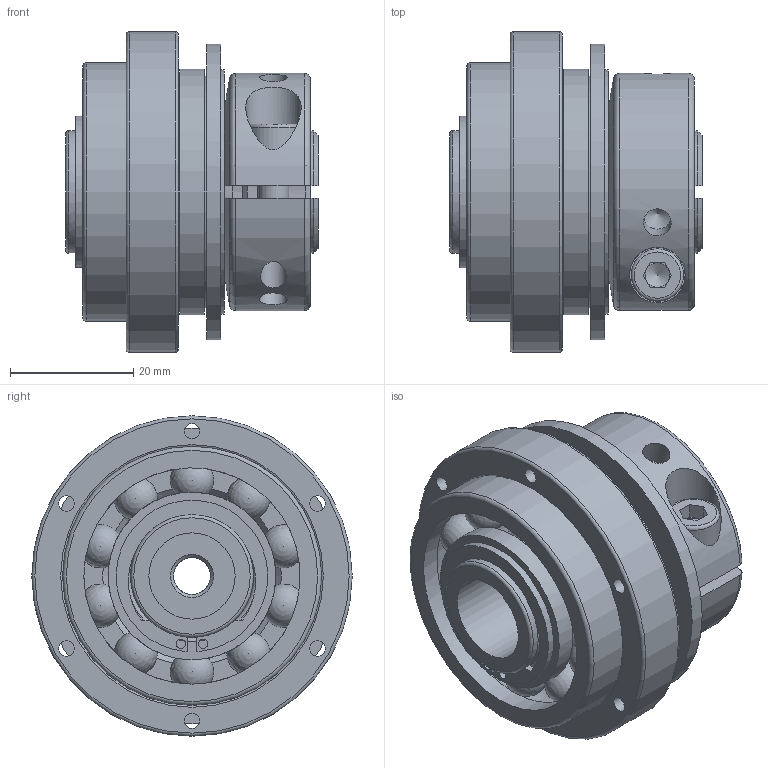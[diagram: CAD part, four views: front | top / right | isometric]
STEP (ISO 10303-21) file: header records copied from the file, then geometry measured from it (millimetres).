
FILE_DESCRIPTION( ( 'Unknown' ), '1' );
FILE_NAME( 'SKB 6.stp', 'Unknown', ( 'Unknown' ), ( 'Unknown' ), 'PSStep 10.1', 'Unknown', ' ' );
FILE_SCHEMA( ( 'AUTOMOTIVE_DESIGN { 1 0 10303 214 1 1 1 1 }' ) );
Length unit declared in the file: millimetre
Products named in the file (1): SKB 6
Bounding box: 41 x 52 x 52 mm (x, y, z)
Volume: 45312.1 mm3; surface area: 21848.3 mm2
Topology: 1 solids, 2 shells, 208 faces, 646 edges, 425 vertices
Faces by surface type: plane 84, cylinder 58, torus 36, cone 20, sphere 10
Full cylindrical faces by diameter (mm): 1.5 x2, 2.5 x6, 3.3 x1, 4.2 x1, 4.5 x3, 5 x1, 5.5 x1, 6 x1, 8.5 x1, 9 x1, 14 x1, 19 x1, 19.9 x1, 20 x2, 25 x1, 25.4 x1, 27.2 x2, 35.1 x2, 37.6 x2, 39.6 x1, 39.9 x1, 42 x2, 48 x1, 52 x1
Entity records: 9362 total; most frequent: CARTESIAN_POINT 2480, DIRECTION 1070, ORIENTED_EDGE 1042, EDGE_CURVE 521, AXIS2_PLACEMENT_3D 451, VERTEX_POINT 371, EDGE_LOOP 313, FACE_OUTER_BOUND 245
